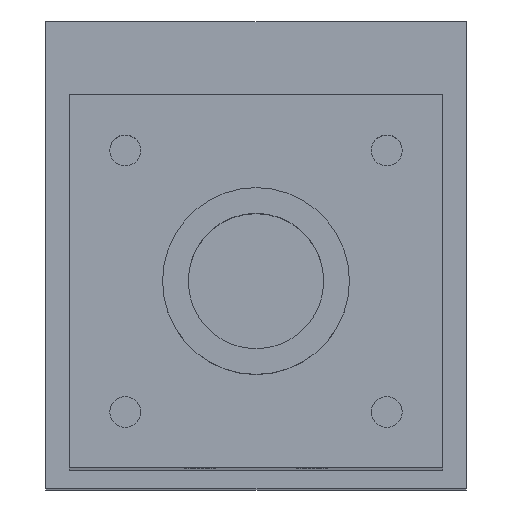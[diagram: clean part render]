
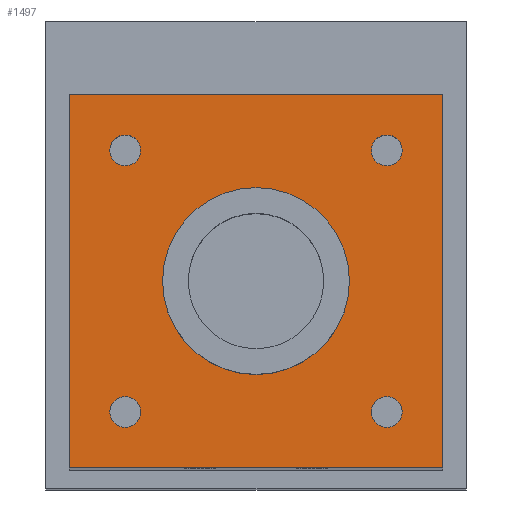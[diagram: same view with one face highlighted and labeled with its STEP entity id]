
A CAD part, top view. The second image highlights one B-rep face of the part: STEP entity #1497.
In plain terms, the highlighted planar face has unit normal (0, 0, 1).
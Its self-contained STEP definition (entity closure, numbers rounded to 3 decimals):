
#2 = FACE_BOUND ( 'NONE', #1195, .T. ) ;
#5 = FACE_BOUND ( 'NONE', #1190, .T. ) ;
#8 = LINE ( 'NONE', #777, #171 ) ;
#16 = FACE_BOUND ( 'NONE', #1196, .T. ) ;
#22 = FACE_BOUND ( 'NONE', #1192, .T. ) ;
#23 = FACE_BOUND ( 'NONE', #1199, .T. ) ;
#26 = FACE_OUTER_BOUND ( 'NONE', #1201, .T. ) ;
#71 = CIRCLE ( 'NONE', #147, 1.65 ) ;
#72 = CIRCLE ( 'NONE', #103, 1.65 ) ;
#76 = AXIS2_PLACEMENT_3D ( 'NONE', #428, #429, #430 ) ;
#87 = VECTOR ( 'NONE', #444, 1000. ) ;
#92 = VECTOR ( 'NONE', #409, 1000. ) ;
#102 = AXIS2_PLACEMENT_3D ( 'NONE', #433, #434, #435 ) ;
#103 = AXIS2_PLACEMENT_3D ( 'NONE', #479, #480, #481 ) ;
#104 = AXIS2_PLACEMENT_3D ( 'NONE', #499, #500, #501 ) ;
#121 = CIRCLE ( 'NONE', #104, 1.65 ) ;
#122 = AXIS2_PLACEMENT_3D ( 'NONE', #438, #439, #440 ) ;
#124 = CIRCLE ( 'NONE', #76, 1.65 ) ;
#128 = CIRCLE ( 'NONE', #122, 10. ) ;
#131 = CIRCLE ( 'NONE', #102, 1.65 ) ;
#147 = AXIS2_PLACEMENT_3D ( 'NONE', #418, #419, #420 ) ;
#156 = CIRCLE ( 'NONE', #234, 1.65 ) ;
#158 = AXIS2_PLACEMENT_3D ( 'NONE', #774, #775, #776 ) ;
#165 = CIRCLE ( 'NONE', #208, 1.65 ) ;
#171 = VECTOR ( 'NONE', #778, 1000. ) ;
#206 = AXIS2_PLACEMENT_3D ( 'NONE', #666, #667, #668 ) ;
#208 = AXIS2_PLACEMENT_3D ( 'NONE', #584, #585, #586 ) ;
#217 = CIRCLE ( 'NONE', #206, 1.65 ) ;
#220 = VECTOR ( 'NONE', #640, 1000. ) ;
#234 = AXIS2_PLACEMENT_3D ( 'NONE', #763, #764, #765 ) ;
#313 = CIRCLE ( 'NONE', #316, 10. ) ;
#316 = AXIS2_PLACEMENT_3D ( 'NONE', #820, #821, #822 ) ;
#358 = CARTESIAN_POINT ( 'NONE',  ( 12.35, -14., 0. ) ) ;
#359 = CARTESIAN_POINT ( 'NONE',  ( 12.35, 14., 0. ) ) ;
#362 = CARTESIAN_POINT ( 'NONE',  ( 10., 0., 0. ) ) ;
#369 = CARTESIAN_POINT ( 'NONE',  ( 15.65, 14., 0. ) ) ;
#371 = CARTESIAN_POINT ( 'NONE',  ( -12.35, 14., 0. ) ) ;
#372 = CARTESIAN_POINT ( 'NONE',  ( -10., 0., 0. ) ) ;
#376 = CARTESIAN_POINT ( 'NONE',  ( -15.65, -14., 0. ) ) ;
#408 = CARTESIAN_POINT ( 'NONE',  ( -20., 20., 0. ) ) ;
#409 = DIRECTION ( 'NONE',  ( -1., 0., 0. ) ) ;
#418 = CARTESIAN_POINT ( 'NONE',  ( 14., 14., 0. ) ) ;
#419 = DIRECTION ( 'NONE',  ( 0., 0., 1. ) ) ;
#420 = DIRECTION ( 'NONE',  ( 1., 0., 0. ) ) ;
#428 = CARTESIAN_POINT ( 'NONE',  ( 14., -14., 0. ) ) ;
#429 = DIRECTION ( 'NONE',  ( 0., 0., 1. ) ) ;
#430 = DIRECTION ( 'NONE',  ( 1., 0., 0. ) ) ;
#433 = CARTESIAN_POINT ( 'NONE',  ( -14., 14., 0. ) ) ;
#434 = DIRECTION ( 'NONE',  ( 0., 0., 1. ) ) ;
#435 = DIRECTION ( 'NONE',  ( 1., 0., 0. ) ) ;
#438 = CARTESIAN_POINT ( 'NONE',  ( 0., 0., 0. ) ) ;
#439 = DIRECTION ( 'NONE',  ( 0., 0., 1. ) ) ;
#440 = DIRECTION ( 'NONE',  ( 1., 0., 0. ) ) ;
#443 = CARTESIAN_POINT ( 'NONE',  ( 20., 20., 0. ) ) ;
#444 = DIRECTION ( 'NONE',  ( 0., 1., 0. ) ) ;
#479 = CARTESIAN_POINT ( 'NONE',  ( 14., 14., 0. ) ) ;
#480 = DIRECTION ( 'NONE',  ( 0., 0., 1. ) ) ;
#481 = DIRECTION ( 'NONE',  ( 1., 0., 0. ) ) ;
#499 = CARTESIAN_POINT ( 'NONE',  ( -14., 14., 0. ) ) ;
#500 = DIRECTION ( 'NONE',  ( 0., 0., 1. ) ) ;
#501 = DIRECTION ( 'NONE',  ( 1., 0., 0. ) ) ;
#584 = CARTESIAN_POINT ( 'NONE',  ( -14., -14., 0. ) ) ;
#585 = DIRECTION ( 'NONE',  ( 0., 0., 1. ) ) ;
#586 = DIRECTION ( 'NONE',  ( 1., 0., 0. ) ) ;
#639 = CARTESIAN_POINT ( 'NONE',  ( -20., 20., 0. ) ) ;
#640 = DIRECTION ( 'NONE',  ( 0., -1., 0. ) ) ;
#666 = CARTESIAN_POINT ( 'NONE',  ( -14., -14., 0. ) ) ;
#667 = DIRECTION ( 'NONE',  ( 0., 0., 1. ) ) ;
#668 = DIRECTION ( 'NONE',  ( 1., 0., 0. ) ) ;
#763 = CARTESIAN_POINT ( 'NONE',  ( 14., -14., 0. ) ) ;
#764 = DIRECTION ( 'NONE',  ( 0., 0., 1. ) ) ;
#765 = DIRECTION ( 'NONE',  ( 1., 0., 0. ) ) ;
#773 = PLANE ( 'NONE',  #158 ) ;
#774 = CARTESIAN_POINT ( 'NONE',  ( -20., -20., 0. ) ) ;
#775 = DIRECTION ( 'NONE',  ( 0., 0., 1. ) ) ;
#776 = DIRECTION ( 'NONE',  ( 1., 0., 0. ) ) ;
#777 = CARTESIAN_POINT ( 'NONE',  ( -20., -20., 0. ) ) ;
#778 = DIRECTION ( 'NONE',  ( 1., 0., 0. ) ) ;
#820 = CARTESIAN_POINT ( 'NONE',  ( 0., 0., 0. ) ) ;
#821 = DIRECTION ( 'NONE',  ( 0., 0., 1. ) ) ;
#822 = DIRECTION ( 'NONE',  ( 1., 0., 0. ) ) ;
#889 = CARTESIAN_POINT ( 'NONE',  ( 20., -20., 0. ) ) ;
#890 = CARTESIAN_POINT ( 'NONE',  ( -20., 20., 0. ) ) ;
#896 = CARTESIAN_POINT ( 'NONE',  ( -20., -20., 0. ) ) ;
#898 = CARTESIAN_POINT ( 'NONE',  ( 20., 20., 0. ) ) ;
#914 = CARTESIAN_POINT ( 'NONE',  ( -15.65, 14., 0. ) ) ;
#915 = CARTESIAN_POINT ( 'NONE',  ( 15.65, -14., 0. ) ) ;
#1002 = ORIENTED_EDGE ( 'NONE', *, *, #1387, .F. ) ;
#1003 = ORIENTED_EDGE ( 'NONE', *, *, #1403, .F. ) ;
#1004 = ORIENTED_EDGE ( 'NONE', *, *, #1385, .F. ) ;
#1005 = ORIENTED_EDGE ( 'NONE', *, *, #1409, .F. ) ;
#1006 = ORIENTED_EDGE ( 'NONE', *, *, #1468, .F. ) ;
#1007 = ORIENTED_EDGE ( 'NONE', *, *, #1382, .F. ) ;
#1008 = ORIENTED_EDGE ( 'NONE', *, *, #1453, .T. ) ;
#1009 = ORIENTED_EDGE ( 'NONE', *, *, #1494, .F. ) ;
#1010 = ORIENTED_EDGE ( 'NONE', *, *, #1436, .F. ) ;
#1011 = ORIENTED_EDGE ( 'NONE', *, *, #1393, .T. ) ;
#1012 = ORIENTED_EDGE ( 'NONE', *, *, #1498, .T. ) ;
#1013 = ORIENTED_EDGE ( 'NONE', *, *, #1379, .T. ) ;
#1015 = ORIENTED_EDGE ( 'NONE', *, *, #1390, .F. ) ;
#1017 = ORIENTED_EDGE ( 'NONE', *, *, #1515, .F. ) ;
#1041 = VERTEX_POINT ( 'NONE', #889 ) ;
#1044 = VERTEX_POINT ( 'NONE', #898 ) ;
#1050 = VERTEX_POINT ( 'NONE', #896 ) ;
#1052 = VERTEX_POINT ( 'NONE', #890 ) ;
#1084 = VERTEX_POINT ( 'NONE', #1356 ) ;
#1092 = VERTEX_POINT ( 'NONE', #914 ) ;
#1093 = VERTEX_POINT ( 'NONE', #915 ) ;
#1097 = VERTEX_POINT ( 'NONE', #358 ) ;
#1098 = VERTEX_POINT ( 'NONE', #359 ) ;
#1101 = VERTEX_POINT ( 'NONE', #362 ) ;
#1108 = VERTEX_POINT ( 'NONE', #369 ) ;
#1110 = VERTEX_POINT ( 'NONE', #371 ) ;
#1111 = VERTEX_POINT ( 'NONE', #372 ) ;
#1115 = VERTEX_POINT ( 'NONE', #376 ) ;
#1190 = EDGE_LOOP ( 'NONE', ( #1002, #1005 ) ) ;
#1192 = EDGE_LOOP ( 'NONE', ( #1015, #1017 ) ) ;
#1195 = EDGE_LOOP ( 'NONE', ( #1004, #1009 ) ) ;
#1196 = EDGE_LOOP ( 'NONE', ( #1006, #1010 ) ) ;
#1199 = EDGE_LOOP ( 'NONE', ( #1003, #1007 ) ) ;
#1201 = EDGE_LOOP ( 'NONE', ( #1008, #1012, #1011, #1013 ) ) ;
#1240 = LINE ( 'NONE', #408, #92 ) ;
#1247 = LINE ( 'NONE', #443, #87 ) ;
#1312 = LINE ( 'NONE', #639, #220 ) ;
#1356 = CARTESIAN_POINT ( 'NONE',  ( -12.35, -14., 0. ) ) ;
#1379 = EDGE_CURVE ( 'NONE', #1044, #1052, #1240, .T. ) ;
#1382 = EDGE_CURVE ( 'NONE', #1098, #1108, #71, .T. ) ;
#1385 = EDGE_CURVE ( 'NONE', #1093, #1097, #124, .T. ) ;
#1387 = EDGE_CURVE ( 'NONE', #1110, #1092, #131, .T. ) ;
#1390 = EDGE_CURVE ( 'NONE', #1111, #1101, #128, .T. ) ;
#1393 = EDGE_CURVE ( 'NONE', #1041, #1044, #1247, .T. ) ;
#1403 = EDGE_CURVE ( 'NONE', #1108, #1098, #72, .T. ) ;
#1409 = EDGE_CURVE ( 'NONE', #1092, #1110, #121, .T. ) ;
#1436 = EDGE_CURVE ( 'NONE', #1115, #1084, #165, .T. ) ;
#1453 = EDGE_CURVE ( 'NONE', #1052, #1050, #1312, .T. ) ;
#1468 = EDGE_CURVE ( 'NONE', #1084, #1115, #217, .T. ) ;
#1494 = EDGE_CURVE ( 'NONE', #1097, #1093, #156, .T. ) ;
#1497 = ADVANCED_FACE ( 'NONE', ( #5, #23, #2, #16, #26, #22 ), #773, .T. ) ;
#1498 = EDGE_CURVE ( 'NONE', #1050, #1041, #8, .T. ) ;
#1515 = EDGE_CURVE ( 'NONE', #1101, #1111, #313, .T. ) ;
